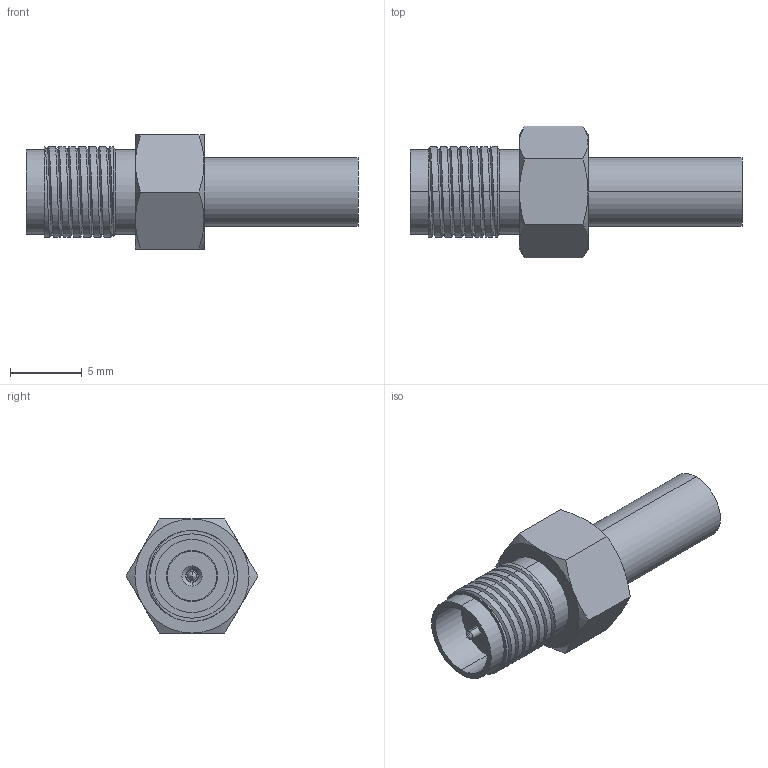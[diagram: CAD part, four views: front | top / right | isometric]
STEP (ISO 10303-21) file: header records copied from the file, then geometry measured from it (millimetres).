
FILE_DESCRIPTION (( 'STEP AP203' ), '1' );
FILE_NAME ('FMCN1885_3D.STEP', '2022-02-08T23:46:13', ( '' ), ( '' ), 'SwSTEP 2.0', 'SolidWorks 2021', '' );
FILE_SCHEMA (( 'CONFIG_CONTROL_DESIGN' ));
Length unit declared in the file: inch
Products named in the file (1): FMCN1885_3D
Bounding box: 23.11 x 9.17 x 7.94 mm (x, y, z)
Volume: 528 mm3; surface area: 1008.8 mm2
Topology: 1 solids, 1 shells, 82 faces, 185 edges, 114 vertices
Faces by surface type: cylinder 40, cone 21, plane 19, bspline 2
Entity records: 3039 total; most frequent: CARTESIAN_POINT 1231, ORIENTED_EDGE 366, DIRECTION 357, EDGE_CURVE 183, AXIS2_PLACEMENT_3D 152, VERTEX_POINT 114, EDGE_LOOP 93, ADVANCED_FACE 82
